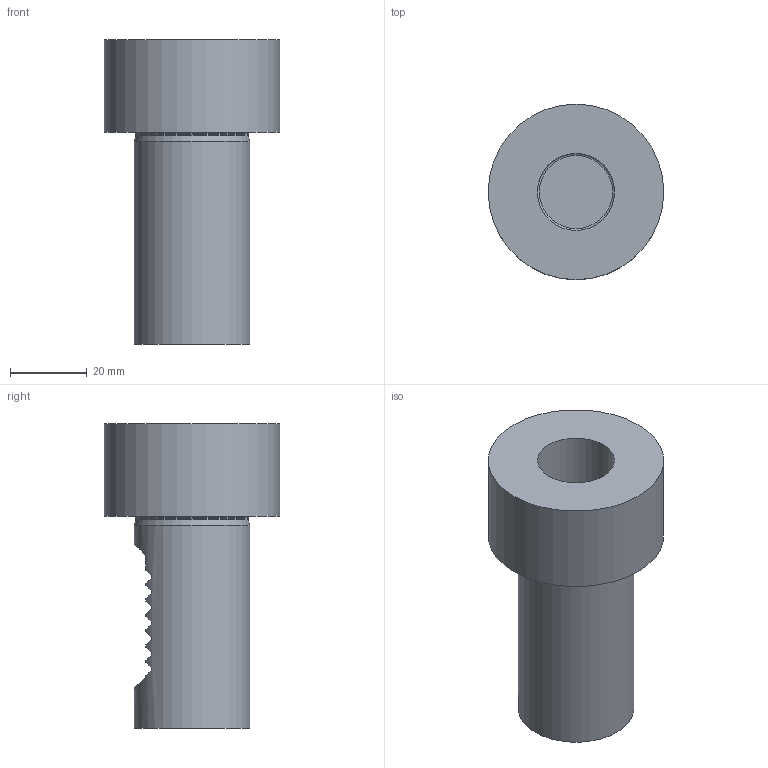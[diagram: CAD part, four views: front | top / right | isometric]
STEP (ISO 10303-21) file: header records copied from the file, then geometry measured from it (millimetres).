
FILE_DESCRIPTION(/* description */ (''),/* implementation_level */ '2;1');
FILE_NAME(/* name */ 'W1300098_stp.stp',/* time_stamp */ '2013-05-23T14:37:24+02:00',/* author */ (''),/* organization */ (''),/* preprocessor_version */ 'ST-DEVELOPER v11',/* originating_system */ 'SIEMENS PLM Software NX 7.5',/* authorisation */ '');
FILE_SCHEMA (('AUTOMOTIVE_DESIGN { 1 0 10303 214 1 1 1 1 }'));
Length unit declared in the file: millimetre
Products named in the file (1): fohr4FBF947n
Bounding box: 45.6 x 45.6 x 79 mm (x, y, z)
Volume: 70354.3 mm3; surface area: 13278.6 mm2
Topology: 1 solids, 1 shells, 46 faces, 118 edges, 78 vertices
Faces by surface type: plane 29, cylinder 11, torus 4, cone 2
Full cylindrical faces by diameter (mm): 20 x1, 29.1 x1, 30 x1, 45.6 x1
Entity records: 1572 total; most frequent: CARTESIAN_POINT 477, DIRECTION 228, ORIENTED_EDGE 208, EDGE_CURVE 104, AXIS2_PLACEMENT_3D 91, VERTEX_POINT 74, EDGE_LOOP 60, LINE 46
